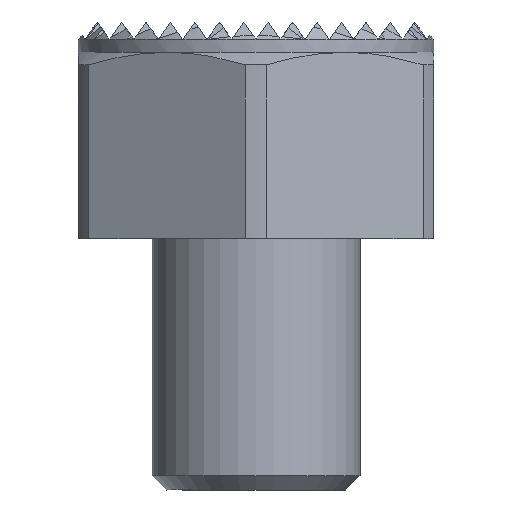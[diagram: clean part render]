
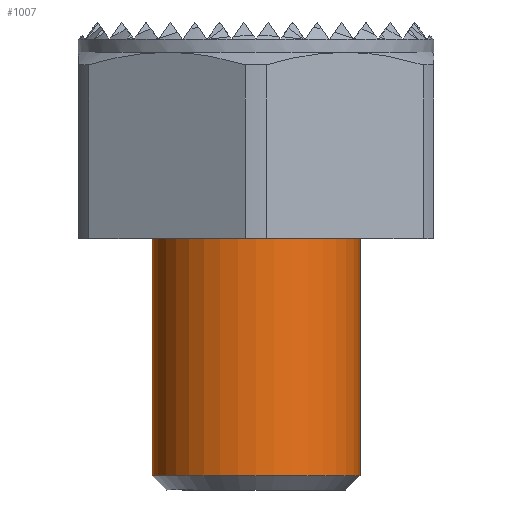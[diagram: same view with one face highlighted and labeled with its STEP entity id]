
A CAD part, front view. The second image highlights one B-rep face of the part: STEP entity #1007.
In plain terms, the highlighted cylindrical face has radius 12 mm (diameter 24 mm), a partial arc.
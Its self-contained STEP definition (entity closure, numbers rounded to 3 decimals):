
#1007=ADVANCED_FACE('',(#2932),#2933,.T.);
#2932=FACE_OUTER_BOUND('',#4857,.T.);
#2933=CYLINDRICAL_SURFACE('',#4858,12.0);
#4857=EDGE_LOOP('',(#11538,#11539,#11540,#11541));
#4858=AXIS2_PLACEMENT_3D('',#11542,#11543,#11544);
#11538=ORIENTED_EDGE('',*,*,#11545,.T.);
#11539=ORIENTED_EDGE('',*,*,#13442,.F.);
#11540=ORIENTED_EDGE('',*,*,#11547,.T.);
#11541=ORIENTED_EDGE('',*,*,#13444,.T.);
#11542=CARTESIAN_POINT('',(0.,0.0,-13.688));
#11543=DIRECTION('',(0.,0.0,1.0));
#11544=DIRECTION('',(1.0,0.0,0.));
#11545=EDGE_CURVE('',#13445,#13446,#13447,.T.);
#11547=EDGE_CURVE('',#13450,#13448,#13451,.T.);
#13442=EDGE_CURVE('',#13450,#13446,#16283,.T.);
#13444=EDGE_CURVE('',#13448,#13445,#16285,.T.);
#13445=VERTEX_POINT('',#16286);
#13446=VERTEX_POINT('',#16287);
#13447=LINE('',#16288,#16289);
#13448=VERTEX_POINT('',#16290);
#13450=VERTEX_POINT('',#16292);
#13451=LINE('',#16293,#16294);
#16283=CIRCLE('',#22444,12.0);
#16285=CIRCLE('',#22446,12.0);
#16286=CARTESIAN_POINT('',(12.0,0.0,-27.375));
#16287=CARTESIAN_POINT('',(12.0,0.0,0.));
#16288=CARTESIAN_POINT('',(12.0,0.,-13.688));
#16289=VECTOR('',#22447,1.0);
#16290=CARTESIAN_POINT('',(-12.0,0.,-27.375));
#16292=CARTESIAN_POINT('',(-12.0,0.,0.));
#16293=CARTESIAN_POINT('',(-12.0,0.,-13.688));
#16294=VECTOR('',#22451,1.0);
#22444=AXIS2_PLACEMENT_3D('',#24318,#24319,#24320);
#22446=AXIS2_PLACEMENT_3D('',#24324,#24325,#24326);
#22447=DIRECTION('',(0.,0.0,1.0));
#22451=DIRECTION('',(0.,-0.0,-1.0));
#24318=CARTESIAN_POINT('',(0.0,0.0,0.0));
#24319=DIRECTION('',(0.,0.0,1.0));
#24320=DIRECTION('',(1.0,0.0,0.));
#24324=CARTESIAN_POINT('',(0.,0.0,-27.375));
#24325=DIRECTION('',(0.,0.0,1.0));
#24326=DIRECTION('',(1.0,0.0,0.));
